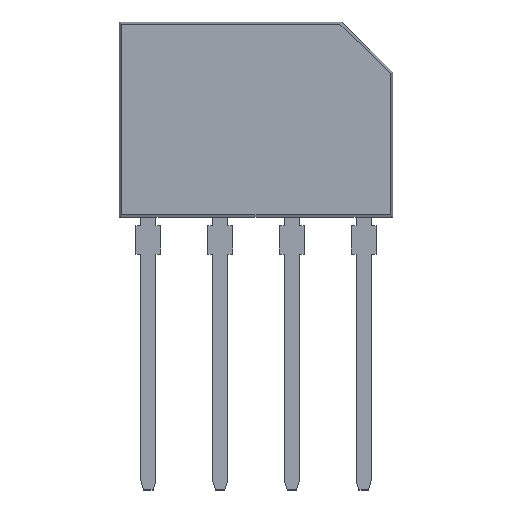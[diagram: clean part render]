
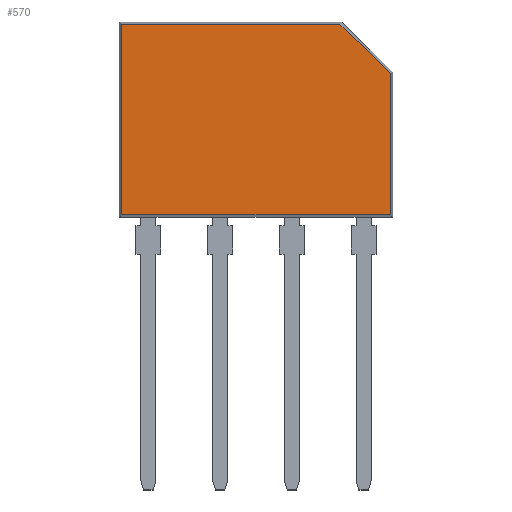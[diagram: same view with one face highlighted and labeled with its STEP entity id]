
A CAD part, top view. The second image highlights one B-rep face of the part: STEP entity #570.
In plain terms, the highlighted planar face has unit normal (0, 0, 1).
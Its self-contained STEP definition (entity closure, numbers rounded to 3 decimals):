
#52 = LINE ( 'NONE', #2595, #3090 ) ;
#157 = LINE ( 'NONE', #2379, #2665 ) ;
#229 = DIRECTION ( 'NONE',  ( -0.72, 0.694, 0. ) ) ;
#259 = VERTEX_POINT ( 'NONE', #900 ) ;
#459 = CARTESIAN_POINT ( 'NONE',  ( -2.346, 9.152, 0.95 ) ) ;
#481 = ORIENTED_EDGE ( 'NONE', *, *, #932, .T. ) ;
#513 = AXIS2_PLACEMENT_3D ( 'NONE', #2992, #727, #1978 ) ;
#570 = ADVANCED_FACE ( 'NONE', ( #960 ), #1993, .T. ) ;
#698 = ORIENTED_EDGE ( 'NONE', *, *, #1074, .T. ) ;
#727 = DIRECTION ( 'NONE',  ( 0., 0., 1. ) ) ;
#794 = VERTEX_POINT ( 'NONE', #2873 ) ;
#829 = DIRECTION ( 'NONE',  ( -1., 0., 0. ) ) ;
#882 = ORIENTED_EDGE ( 'NONE', *, *, #1163, .T. ) ;
#900 = CARTESIAN_POINT ( 'NONE',  ( 11.886, 6.579, 0.95 ) ) ;
#932 = EDGE_CURVE ( 'NONE', #259, #794, #1206, .T. ) ;
#960 = FACE_OUTER_BOUND ( 'NONE', #1631, .T. ) ;
#1074 = EDGE_CURVE ( 'NONE', #1577, #1838, #52, .T. ) ;
#1163 = EDGE_CURVE ( 'NONE', #794, #1577, #1843, .T. ) ;
#1206 = LINE ( 'NONE', #3294, #2209 ) ;
#1300 = EDGE_CURVE ( 'NONE', #1838, #1946, #157, .T. ) ;
#1577 = VERTEX_POINT ( 'NONE', #459 ) ;
#1631 = EDGE_LOOP ( 'NONE', ( #882, #698, #2234, #2758, #481 ) ) ;
#1635 = CARTESIAN_POINT ( 'NONE',  ( -2.346, -0.93, 0.95 ) ) ;
#1638 = CARTESIAN_POINT ( 'NONE',  ( 11.886, -0.93, 0.95 ) ) ;
#1661 = VECTOR ( 'NONE', #1801, 1000. ) ;
#1670 = VECTOR ( 'NONE', #829, 1000. ) ;
#1801 = DIRECTION ( 'NONE',  ( 0., 1., 0. ) ) ;
#1812 = CARTESIAN_POINT ( 'NONE',  ( -2.48, 9.152, 0.95 ) ) ;
#1818 = LINE ( 'NONE', #2055, #1661 ) ;
#1829 = DIRECTION ( 'NONE',  ( 0., -1., 0. ) ) ;
#1838 = VERTEX_POINT ( 'NONE', #1635 ) ;
#1843 = LINE ( 'NONE', #1812, #1670 ) ;
#1898 = DIRECTION ( 'NONE',  ( 1., 0., 0. ) ) ;
#1946 = VERTEX_POINT ( 'NONE', #1638 ) ;
#1978 = DIRECTION ( 'NONE',  ( 1., 0., 0. ) ) ;
#1993 = PLANE ( 'NONE',  #513 ) ;
#2055 = CARTESIAN_POINT ( 'NONE',  ( 11.886, -1.064, 0.95 ) ) ;
#2209 = VECTOR ( 'NONE', #229, 1000. ) ;
#2234 = ORIENTED_EDGE ( 'NONE', *, *, #1300, .T. ) ;
#2379 = CARTESIAN_POINT ( 'NONE',  ( 4.77, -0.93, 0.95 ) ) ;
#2595 = CARTESIAN_POINT ( 'NONE',  ( -2.346, -1.064, 0.95 ) ) ;
#2665 = VECTOR ( 'NONE', #1898, 1000. ) ;
#2758 = ORIENTED_EDGE ( 'NONE', *, *, #2962, .T. ) ;
#2873 = CARTESIAN_POINT ( 'NONE',  ( 9.216, 9.152, 0.95 ) ) ;
#2962 = EDGE_CURVE ( 'NONE', #1946, #259, #1818, .T. ) ;
#2992 = CARTESIAN_POINT ( 'NONE',  ( 0., 0., 0.95 ) ) ;
#3090 = VECTOR ( 'NONE', #1829, 1000. ) ;
#3294 = CARTESIAN_POINT ( 'NONE',  ( 9.177, 9.19, 0.95 ) ) ;
